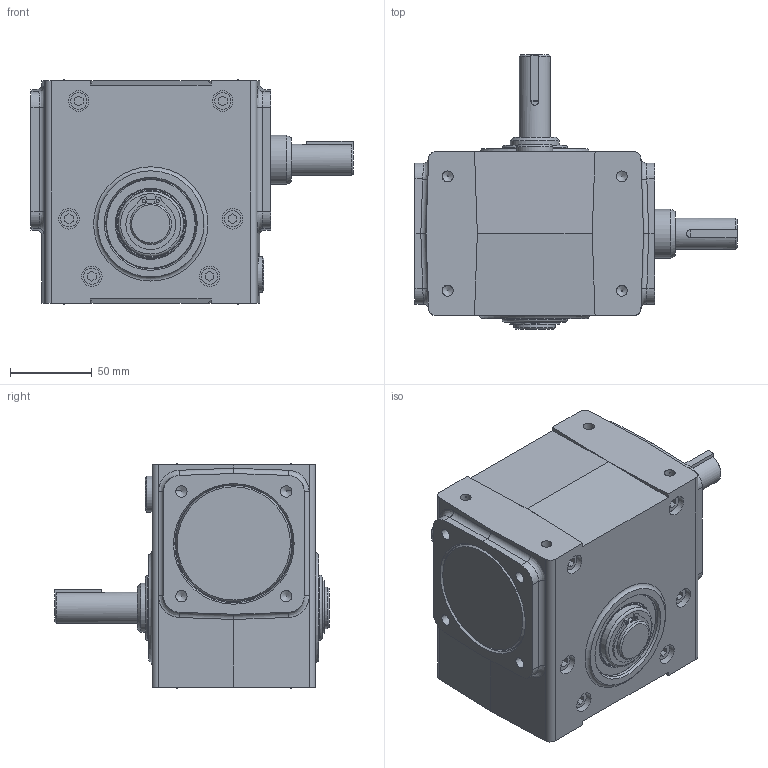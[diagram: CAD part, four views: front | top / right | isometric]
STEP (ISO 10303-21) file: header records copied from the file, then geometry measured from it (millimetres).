
FILE_DESCRIPTION(/* description */ ('Unknown'),/* implementation_level */ '2;1');
FILE_NAME(/* name */ 'B031110.WRN-A--',/* time_stamp */ '2022-09-28T08:13:05-04:00',/* author */ ('Unknown'),/* organization */ ('Unknown'),/* preprocessor_version */ 'ST-DEVELOPER v18.1',/* originating_system */ 'Solid Edge',/* authorisation */ 'Unknown');
FILE_SCHEMA (('AUTOMOTIVE_DESIGN {1 0 10303 214 3 1 1}'));
Length unit declared in the file: millimetre
Products named in the file (4): B031110.WRN-A--; B03-1-CP; B03-0610-X-CP; B03-0N-CP
Assembly tree (3 placements, depth 2):
  B031110.WRN-A--
    B03-1-CP
    B03-0610-X-CP
    B03-0N-CP
Bounding box: 197 x 167.87 x 137.01 mm (x, y, z)
Volume: 1608581.7 mm3; surface area: 210903.8 mm2
Topology: 11 solids, 11 shells, 454 faces, 1026 edges, 665 vertices
Faces by surface type: plane 237, cylinder 124, cone 53, torus 32, bspline 8
Full cylindrical faces by diameter (mm): 0.5 x1, 0.508 x3, 1.981 x2, 6 x6, 6.647 x8, 6.917 x8, 10 x6, 12.5 x12, 16 x1, 19 x1, 19.037 x2, 21.996 x2, 23.876 x1, 25.387 x2, 26 x2, 29.94 x1, 30 x1, 39.92 x2, 40 x2, 40.015 x2, 42.861 x2, 44 x1, 44.86 x2, 51.387 x2, 55 x4, 67.213 x2, 68 x1, 71.213 x2, 72 x2
Entity records: 13977 total; most frequent: CARTESIAN_POINT 2120, DIRECTION 1985, ORIENTED_EDGE 1584, EDGE_CURVE 792, AXIS2_PLACEMENT_3D 769, FACE_BOUND 720, EDGE_LOOP 703, VERTEX_POINT 610
